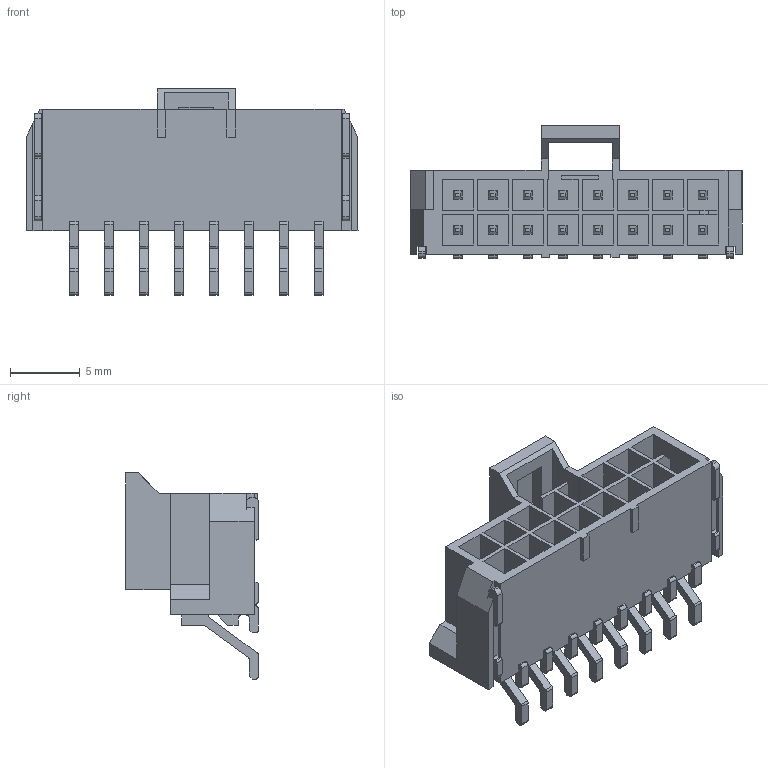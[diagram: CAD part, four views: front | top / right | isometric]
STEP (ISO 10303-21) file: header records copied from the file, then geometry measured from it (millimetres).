
FILE_DESCRIPTION(/* description */ ('STEP AP214'),/* implementation_level */ '2;1');
FILE_NAME(/* name */ '614a8427f8c4482e459db342',/* time_stamp */ '2021-09-22T01:17:28+00:00',/* author */ (''),/* organization */ (''),/* preprocessor_version */ 'ST-DEVELOPER v18.1',/* originating_system */ ' ',/* authorisation */ ' ');
FILE_SCHEMA (('AUTOMOTIVE_DESIGN {1 0 10303 214 3 1 1}'));
Length unit declared in the file: metre
Products named in the file (1): 1
Bounding box: 23.74 x 9.49 x 14.74 mm (x, y, z)
Volume: 810.3 mm3; surface area: 2212.4 mm2
Topology: 1 solids, 1 shells, 548 faces, 1440 edges, 937 vertices
Faces by surface type: plane 478, cylinder 70
Entity records: 19176 total; most frequent: CARTESIAN_POINT 2926, ORIENTED_EDGE 2880, DIRECTION 2678, EDGE_CURVE 1440, LINE 1300, VECTOR 1300, VERTEX_POINT 937, AXIS2_PLACEMENT_3D 689
